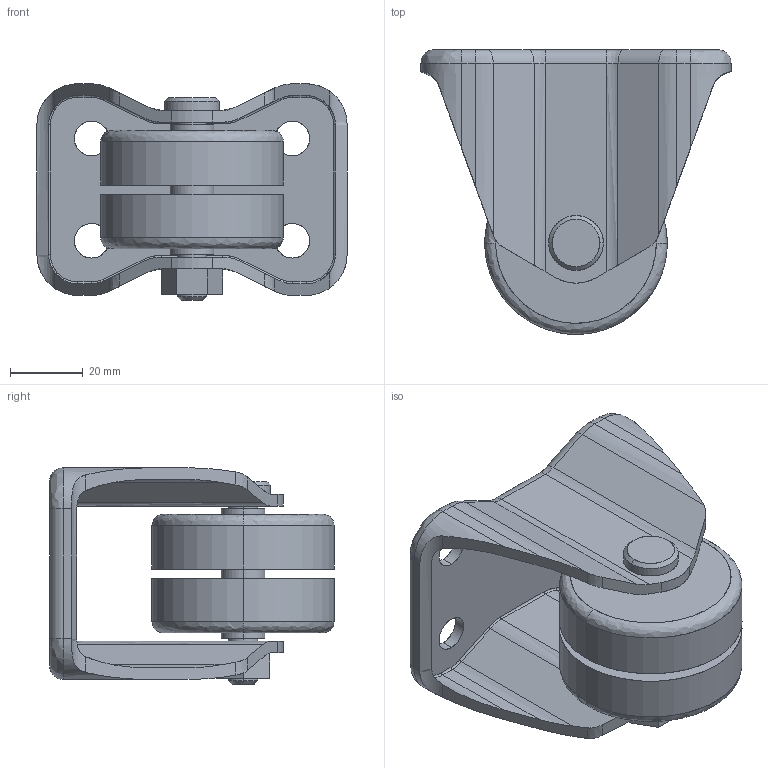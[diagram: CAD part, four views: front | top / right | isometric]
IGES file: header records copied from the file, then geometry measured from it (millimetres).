
Start section: SolidWorks IGES file using analytic representation for surfaces
Global section: file name: 変換.IGS; native system: SolidWorks 2011; preprocessor: SolidWorks 2011; author: 0849sm; date: 120314.130927; units: millimetre
Bounding box: 85 x 78 x 59.3 mm (x, y, z)
Surface area: 36605.4 mm2 (no closed solid volume)
Topology: 0 solids, 0 shells, 163 faces, 2132 edges, 2132 vertices
Faces by surface type: revolution 86, bspline 77
